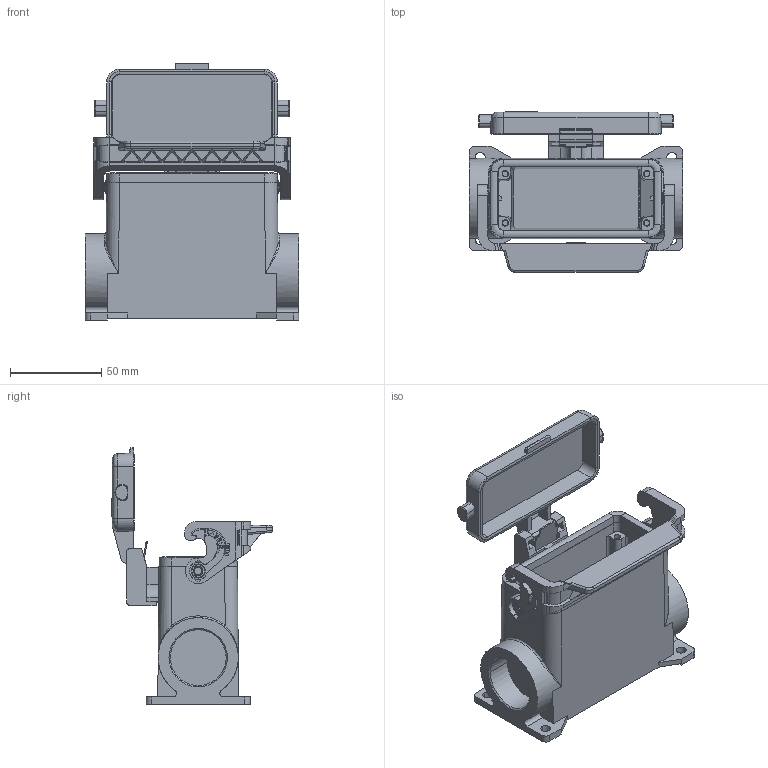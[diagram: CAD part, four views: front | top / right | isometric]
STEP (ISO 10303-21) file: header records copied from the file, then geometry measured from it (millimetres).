
FILE_DESCRIPTION(('Creo Elements/Direct Modeling STEP Export'),'2;1');
FILE_NAME('37jbk2e5pl6s1ol4548','2023-03-10T13:48:14',(''),(''),'Creo Elements/Direct Modeling STEP processor for AP214 (Solid Model)','Creo Elements/Direct Modeling 20.1B 02-Apr-2019 (C) Parametric Technology GmbH','');
FILE_SCHEMA(('AUTOMOTIVE_DESIGN { 1 0 10303 214 1 1 1 1 }'));
Products named in the file (3): MLAP 16 LS32; MLAP 16 LS40
Assembly tree (2 placements, depth 3):
  MLAP 16 LS40
    MLAP 16 LS32
      MLAP 16 LS32
Bounding box: 117 x 87.8 x 140.49 mm (x, y, z)
Volume: 168978.6 mm3; surface area: 87857.5 mm2
Topology: 1 solids, 1 shells, 1347 faces, 3656 edges, 2366 vertices
Faces by surface type: plane 818, cylinder 396, torus 52, cone 38, bspline 34, sphere 9
Entity records: 60226 total; most frequent: CARTESIAN_POINT 15973, ORIENTED_EDGE 7290, DIRECTION 6634, EDGE_CURVE 3645, VECTOR 2500, LINE 2500, VERTEX_POINT 2366, AXIS2_PLACEMENT_3D 2067
